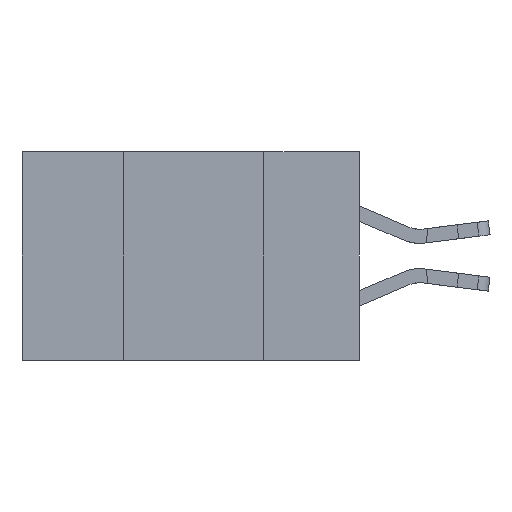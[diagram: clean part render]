
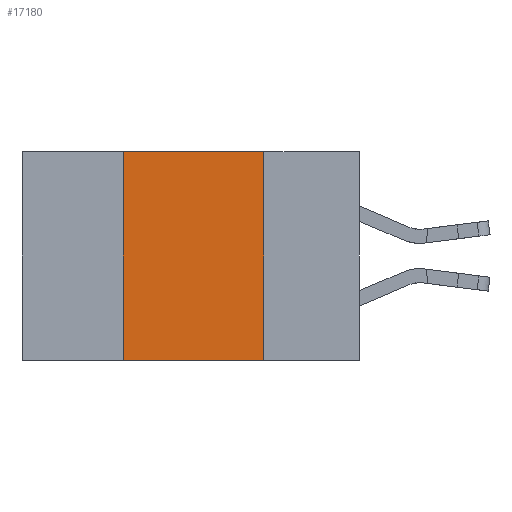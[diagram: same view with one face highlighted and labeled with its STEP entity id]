
A CAD part, left-side view. The second image highlights one B-rep face of the part: STEP entity #17180.
In plain terms, the highlighted planar face has unit normal (-1, 0, 0).
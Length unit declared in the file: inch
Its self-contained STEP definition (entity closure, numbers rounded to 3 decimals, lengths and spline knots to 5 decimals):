
#415 = VECTOR ( 'NONE', #5295, 39.37008 ) ;
#1274 = CARTESIAN_POINT ( 'NONE',  ( 0., 0.6, -0.37 ) ) ;
#1287 = ORIENTED_EDGE ( 'NONE', *, *, #13560, .F. ) ;
#2895 = VERTEX_POINT ( 'NONE', #12792 ) ;
#3121 = VERTEX_POINT ( 'NONE', #5842 ) ;
#3994 = LINE ( 'NONE', #19130, #415 ) ;
#5243 = DIRECTION ( 'NONE',  ( 0., 0., -1. ) ) ;
#5295 = DIRECTION ( 'NONE',  ( 0., 0., 1. ) ) ;
#5832 = PLANE ( 'NONE',  #18066 ) ;
#5842 = CARTESIAN_POINT ( 'NONE',  ( 0., 0.42, 0. ) ) ;
#5959 = DIRECTION ( 'NONE',  ( 0., -1., 0. ) ) ;
#6634 = CARTESIAN_POINT ( 'NONE',  ( 0., 0.6, 0. ) ) ;
#8110 = LINE ( 'NONE', #6634, #27662 ) ;
#8287 = EDGE_CURVE ( 'NONE', #20429, #11935, #19755, .T. ) ;
#8599 = EDGE_LOOP ( 'NONE', ( #1287, #24180, #18738, #19921 ) ) ;
#9148 = CARTESIAN_POINT ( 'NONE',  ( 0., 0.17, -0.37 ) ) ;
#11935 = VERTEX_POINT ( 'NONE', #9148 ) ;
#12259 = VECTOR ( 'NONE', #5243, 39.37008 ) ;
#12330 = VECTOR ( 'NONE', #5959, 39.37008 ) ;
#12792 = CARTESIAN_POINT ( 'NONE',  ( 0., 0.17, 0. ) ) ;
#13560 = EDGE_CURVE ( 'NONE', #2895, #11935, #28189, .T. ) ;
#14853 = FACE_OUTER_BOUND ( 'NONE', #8599, .T. ) ;
#15095 = DIRECTION ( 'NONE',  ( 1., 0., 0. ) ) ;
#17180 = ADVANCED_FACE ( 'NONE', ( #14853 ), #5832, .F. ) ;
#18066 = AXIS2_PLACEMENT_3D ( 'NONE', #28880, #15095, #24388 ) ;
#18738 = ORIENTED_EDGE ( 'NONE', *, *, #18804, .F. ) ;
#18804 = EDGE_CURVE ( 'NONE', #20429, #3121, #3994, .T. ) ;
#19130 = CARTESIAN_POINT ( 'NONE',  ( 0., 0.42, 0. ) ) ;
#19167 = CARTESIAN_POINT ( 'NONE',  ( 0., 0.17, 0. ) ) ;
#19755 = LINE ( 'NONE', #1274, #12330 ) ;
#19921 = ORIENTED_EDGE ( 'NONE', *, *, #8287, .T. ) ;
#20429 = VERTEX_POINT ( 'NONE', #29148 ) ;
#20545 = DIRECTION ( 'NONE',  ( 0., -1., 0. ) ) ;
#21707 = EDGE_CURVE ( 'NONE', #3121, #2895, #8110, .T. ) ;
#24180 = ORIENTED_EDGE ( 'NONE', *, *, #21707, .F. ) ;
#24388 = DIRECTION ( 'NONE',  ( 0., 0., -1. ) ) ;
#27662 = VECTOR ( 'NONE', #20545, 39.37008 ) ;
#28189 = LINE ( 'NONE', #19167, #12259 ) ;
#28880 = CARTESIAN_POINT ( 'NONE',  ( 0., 0.6, 0. ) ) ;
#29148 = CARTESIAN_POINT ( 'NONE',  ( 0., 0.42, -0.37 ) ) ;
